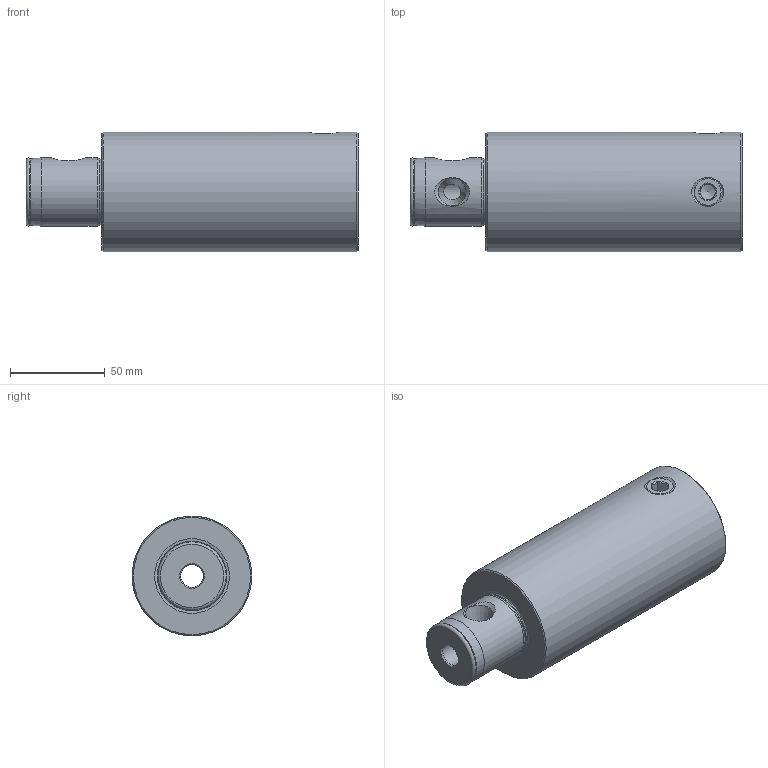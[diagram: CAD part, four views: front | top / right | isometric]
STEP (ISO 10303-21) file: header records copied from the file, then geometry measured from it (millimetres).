
FILE_DESCRIPTION (( 'STEP AP214' ), '1' );
FILE_NAME ('WH6.WH6.001.135.STEP', '2020-08-17T14:12:19', ( '' ), ( '' ), 'SwSTEP 2.0', 'SolidWorks 2017', '' );
FILE_SCHEMA (( 'AUTOMOTIVE_DESIGN' ));
Length unit declared in the file: millimetre
Products named in the file (3): WH6.WH6.001.135; WH6-WH6.001.135_B; WH6-ER1.001.021
Assembly tree (3 placements, depth 2):
  WH6.WH6.001.135
    WH6-WH6.001.135_B
    WH6-ER1.001.021  x2
Bounding box: 175 x 63 x 63 mm (x, y, z)
Volume: 402897.1 mm3; surface area: 50702.4 mm2
Topology: 3 solids, 3 shells, 75 faces, 174 edges, 103 vertices
Faces by surface type: plane 32, cone 22, cylinder 12, torus 9
Full cylindrical faces by diameter (mm): 8 x2, 12 x1, 14.5 x2, 16 x2, 35.3 x1, 36 x2, 37 x1, 63 x1
Entity records: 2094 total; most frequent: CARTESIAN_POINT 943, DIRECTION 222, ORIENTED_EDGE 148, AXIS2_PLACEMENT_3D 102, EDGE_LOOP 102, EDGE_CURVE 74, FACE_OUTER_BOUND 72, VERTEX_POINT 62
